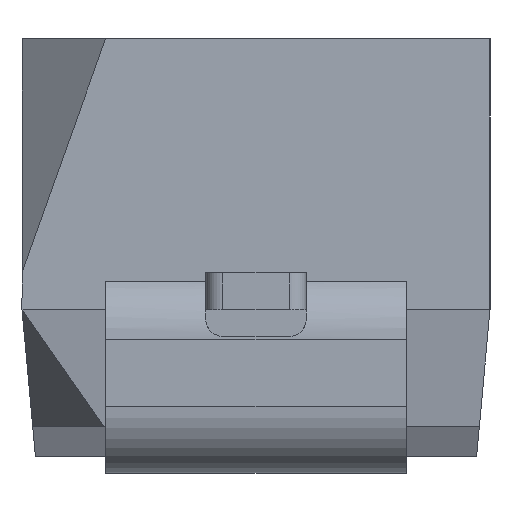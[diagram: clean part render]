
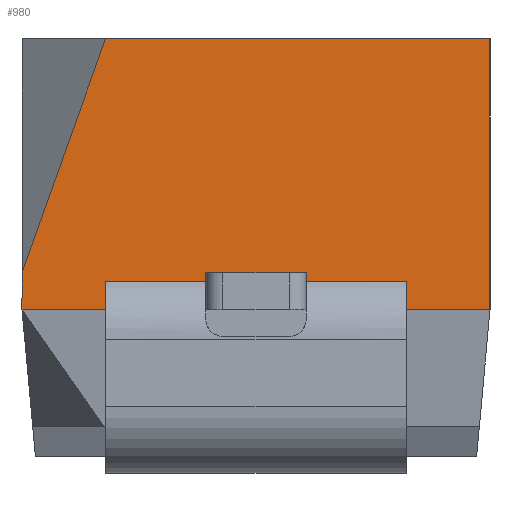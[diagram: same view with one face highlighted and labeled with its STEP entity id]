
A CAD part, left-side view. The second image highlights one B-rep face of the part: STEP entity #980.
In plain terms, the highlighted planar face has unit normal (-1, 0, 0).
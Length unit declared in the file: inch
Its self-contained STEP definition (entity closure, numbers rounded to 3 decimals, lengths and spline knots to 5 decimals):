
#24 = DIRECTION ( 'NONE',  ( 0., -0.336, 0.942 ) ) ;
#51 = VERTEX_POINT ( 'NONE', #1561 ) ;
#57 = ORIENTED_EDGE ( 'NONE', *, *, #2332, .F. ) ;
#64 = EDGE_CURVE ( 'NONE', #4147, #808, #3492, .T. ) ;
#70 = CARTESIAN_POINT ( 'NONE',  ( -0.03937, -0.02756, 0. ) ) ;
#92 = DIRECTION ( 'NONE',  ( 0., 0., 1. ) ) ;
#198 = VERTEX_POINT ( 'NONE', #2472 ) ;
#206 = CARTESIAN_POINT ( 'NONE',  ( -0.03937, 0.00591, 0. ) ) ;
#225 = ORIENTED_EDGE ( 'NONE', *, *, #2784, .F. ) ;
#231 = VERTEX_POINT ( 'NONE', #376 ) ;
#247 = VECTOR ( 'NONE', #92, 39.37008 ) ;
#253 = CARTESIAN_POINT ( 'NONE',  ( -0.03937, 0.02756, -0.03189 ) ) ;
#292 = VERTEX_POINT ( 'NONE', #3572 ) ;
#325 = EDGE_CURVE ( 'NONE', #3228, #198, #3493, .T. ) ;
#334 = EDGE_CURVE ( 'NONE', #1344, #1981, #3533, .T. ) ;
#336 = CARTESIAN_POINT ( 'NONE',  ( -0.03937, 0.02756, -0.02861 ) ) ;
#376 = CARTESIAN_POINT ( 'NONE',  ( -0.03937, 0.02756, -0.02756 ) ) ;
#388 = LINE ( 'NONE', #4156, #1319 ) ;
#410 = EDGE_CURVE ( 'NONE', #51, #292, #2414, .T. ) ;
#452 = CARTESIAN_POINT ( 'NONE',  ( -0.03937, 0.02756, -0.02756 ) ) ;
#455 = EDGE_CURVE ( 'NONE', #1328, #3228, #2368, .T. ) ;
#488 = LINE ( 'NONE', #70, #785 ) ;
#530 = DIRECTION ( 'NONE',  ( 1., 0., 0. ) ) ;
#618 = LINE ( 'NONE', #206, #2310 ) ;
#671 = LINE ( 'NONE', #253, #1352 ) ;
#730 = VECTOR ( 'NONE', #24, 39.37008 ) ;
#762 = LINE ( 'NONE', #336, #2871 ) ;
#785 = VECTOR ( 'NONE', #3834, 39.37008 ) ;
#808 = VERTEX_POINT ( 'NONE', #3961 ) ;
#850 = CARTESIAN_POINT ( 'NONE',  ( -0.03937, -0.01772, 0. ) ) ;
#883 = LINE ( 'NONE', #452, #730 ) ;
#980 = ADVANCED_FACE ( 'NONE', ( #3662 ), #3873, .F. ) ;
#1208 = ORIENTED_EDGE ( 'NONE', *, *, #2949, .T. ) ;
#1241 = CARTESIAN_POINT ( 'NONE',  ( -0.03937, -0.01772, -0.03189 ) ) ;
#1319 = VECTOR ( 'NONE', #3738, 39.37008 ) ;
#1320 = ORIENTED_EDGE ( 'NONE', *, *, #455, .F. ) ;
#1328 = VERTEX_POINT ( 'NONE', #4021 ) ;
#1344 = VERTEX_POINT ( 'NONE', #4151 ) ;
#1352 = VECTOR ( 'NONE', #4003, 39.37008 ) ;
#1454 = CARTESIAN_POINT ( 'NONE',  ( -0.03937, 0.01772, -0.03189 ) ) ;
#1459 = ORIENTED_EDGE ( 'NONE', *, *, #3327, .F. ) ;
#1561 = CARTESIAN_POINT ( 'NONE',  ( -0.03937, -0.00591, -0.02756 ) ) ;
#1626 = CARTESIAN_POINT ( 'NONE',  ( -0.03937, 0.02756, 0. ) ) ;
#1649 = ORIENTED_EDGE ( 'NONE', *, *, #2157, .F. ) ;
#1764 = ORIENTED_EDGE ( 'NONE', *, *, #410, .F. ) ;
#1981 = VERTEX_POINT ( 'NONE', #2769 ) ;
#2152 = DIRECTION ( 'NONE',  ( 0., 1., 0. ) ) ;
#2157 = EDGE_CURVE ( 'NONE', #231, #1344, #883, .T. ) ;
#2208 = VERTEX_POINT ( 'NONE', #3844 ) ;
#2266 = ORIENTED_EDGE ( 'NONE', *, *, #64, .F. ) ;
#2271 = CARTESIAN_POINT ( 'NONE',  ( -0.03937, 0.00591, -0.02861 ) ) ;
#2274 = DIRECTION ( 'NONE',  ( 0., 0., 1. ) ) ;
#2310 = VECTOR ( 'NONE', #3948, 39.37008 ) ;
#2332 = EDGE_CURVE ( 'NONE', #3088, #51, #3147, .T. ) ;
#2356 = DIRECTION ( 'NONE',  ( 0., 0., -1. ) ) ;
#2364 = CARTESIAN_POINT ( 'NONE',  ( -0.03937, 0.01772, 0. ) ) ;
#2368 = LINE ( 'NONE', #2364, #3864 ) ;
#2382 = DIRECTION ( 'NONE',  ( 0., 1., 0. ) ) ;
#2385 = ORIENTED_EDGE ( 'NONE', *, *, #325, .F. ) ;
#2405 = CARTESIAN_POINT ( 'NONE',  ( -0.03937, 0.02756, -0.02756 ) ) ;
#2414 = LINE ( 'NONE', #2405, #3658 ) ;
#2452 = ORIENTED_EDGE ( 'NONE', *, *, #334, .F. ) ;
#2472 = CARTESIAN_POINT ( 'NONE',  ( -0.03937, 0.02756, -0.03189 ) ) ;
#2572 = VERTEX_POINT ( 'NONE', #2271 ) ;
#2574 = CARTESIAN_POINT ( 'NONE',  ( -0.03937, 0.02756, -0.02861 ) ) ;
#2712 = ORIENTED_EDGE ( 'NONE', *, *, #3559, .F. ) ;
#2713 = CARTESIAN_POINT ( 'NONE',  ( -0.03937, -0.00591, 0. ) ) ;
#2769 = CARTESIAN_POINT ( 'NONE',  ( -0.03937, -0.02756, 0. ) ) ;
#2784 = EDGE_CURVE ( 'NONE', #808, #3088, #3859, .T. ) ;
#2871 = VECTOR ( 'NONE', #4103, 39.37008 ) ;
#2944 = EDGE_LOOP ( 'NONE', ( #1764, #57, #225, #2266, #3512, #1208, #2452, #1649, #3673, #2385, #1320, #1459, #2712 ) ) ;
#2949 = EDGE_CURVE ( 'NONE', #2208, #1981, #488, .T. ) ;
#2980 = EDGE_CURVE ( 'NONE', #231, #198, #388, .T. ) ;
#3042 = VECTOR ( 'NONE', #2274, 39.37008 ) ;
#3088 = VERTEX_POINT ( 'NONE', #3686 ) ;
#3091 = VECTOR ( 'NONE', #3462, 39.37008 ) ;
#3137 = EDGE_CURVE ( 'NONE', #2208, #4147, #671, .T. ) ;
#3147 = LINE ( 'NONE', #2713, #3042 ) ;
#3228 = VERTEX_POINT ( 'NONE', #1454 ) ;
#3299 = VECTOR ( 'NONE', #3445, 39.37008 ) ;
#3327 = EDGE_CURVE ( 'NONE', #2572, #1328, #762, .T. ) ;
#3445 = DIRECTION ( 'NONE',  ( 0., -1., 0. ) ) ;
#3452 = CARTESIAN_POINT ( 'NONE',  ( -0.03937, 0., 0. ) ) ;
#3462 = DIRECTION ( 'NONE',  ( 0., 1., 0. ) ) ;
#3471 = CARTESIAN_POINT ( 'NONE',  ( -0.03937, 0.02756, -0.03189 ) ) ;
#3492 = LINE ( 'NONE', #850, #247 ) ;
#3493 = LINE ( 'NONE', #3471, #3091 ) ;
#3512 = ORIENTED_EDGE ( 'NONE', *, *, #3137, .F. ) ;
#3533 = LINE ( 'NONE', #3452, #3299 ) ;
#3559 = EDGE_CURVE ( 'NONE', #292, #2572, #618, .T. ) ;
#3572 = CARTESIAN_POINT ( 'NONE',  ( -0.03937, 0.00591, -0.02756 ) ) ;
#3574 = VECTOR ( 'NONE', #2152, 39.37008 ) ;
#3658 = VECTOR ( 'NONE', #2382, 39.37008 ) ;
#3662 = FACE_OUTER_BOUND ( 'NONE', #2944, .T. ) ;
#3673 = ORIENTED_EDGE ( 'NONE', *, *, #2980, .T. ) ;
#3686 = CARTESIAN_POINT ( 'NONE',  ( -0.03937, -0.00591, -0.02861 ) ) ;
#3738 = DIRECTION ( 'NONE',  ( 0., 0., -1. ) ) ;
#3770 = AXIS2_PLACEMENT_3D ( 'NONE', #1626, #530, #3896 ) ;
#3834 = DIRECTION ( 'NONE',  ( 0., 0., 1. ) ) ;
#3844 = CARTESIAN_POINT ( 'NONE',  ( -0.03937, -0.02756, -0.03189 ) ) ;
#3859 = LINE ( 'NONE', #2574, #3574 ) ;
#3864 = VECTOR ( 'NONE', #2356, 39.37008 ) ;
#3873 = PLANE ( 'NONE',  #3770 ) ;
#3896 = DIRECTION ( 'NONE',  ( 0., 1., 0. ) ) ;
#3948 = DIRECTION ( 'NONE',  ( 0., 0., -1. ) ) ;
#3961 = CARTESIAN_POINT ( 'NONE',  ( -0.03937, -0.01772, -0.02861 ) ) ;
#4003 = DIRECTION ( 'NONE',  ( 0., 1., 0. ) ) ;
#4021 = CARTESIAN_POINT ( 'NONE',  ( -0.03937, 0.01772, -0.02861 ) ) ;
#4103 = DIRECTION ( 'NONE',  ( 0., 1., 0. ) ) ;
#4147 = VERTEX_POINT ( 'NONE', #1241 ) ;
#4151 = CARTESIAN_POINT ( 'NONE',  ( -0.03937, 0.01772, 0. ) ) ;
#4156 = CARTESIAN_POINT ( 'NONE',  ( -0.03937, 0.02756, 0. ) ) ;
